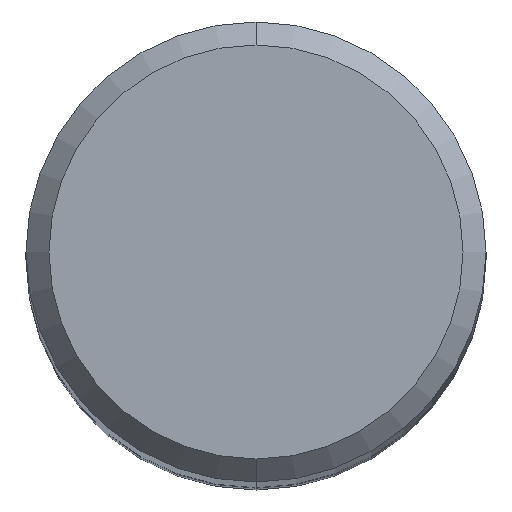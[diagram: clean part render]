
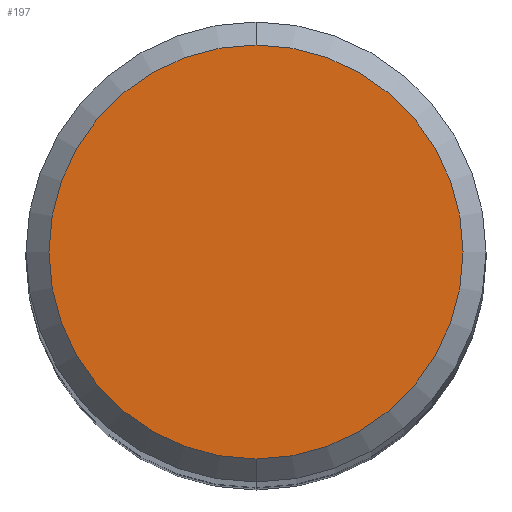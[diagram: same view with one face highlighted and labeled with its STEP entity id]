
A CAD part, top view. The second image highlights one B-rep face of the part: STEP entity #197.
In plain terms, the highlighted planar face has unit normal (0, 0, 1).
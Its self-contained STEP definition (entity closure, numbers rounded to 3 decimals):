
#193=EDGE_CURVE('',#229,#379,#508,.T.);
#197=ADVANCED_FACE('',(#513),#514,.T.);
#229=VERTEX_POINT('',#552);
#261=EDGE_CURVE('',#379,#229,#588,.T.);
#379=VERTEX_POINT('',#714);
#508=CIRCLE('',#852,3.6);
#513=FACE_OUTER_BOUND('',#857,.T.);
#514=PLANE('',#858);
#552=CARTESIAN_POINT('',(0.0,3.6,0.0));
#588=CIRCLE('',#982,3.6);
#714=CARTESIAN_POINT('',(0.,-3.6,0.0));
#852=AXIS2_PLACEMENT_3D('',#1496,#1497,#1498);
#857=EDGE_LOOP('',(#1510,#1511));
#858=AXIS2_PLACEMENT_3D('',#1512,#1513,#1514);
#982=AXIS2_PLACEMENT_3D('',#1618,#1619,#1620);
#1496=CARTESIAN_POINT('',(0.0,0.0,0.0));
#1497=DIRECTION('',(0.0,0.0,-1.0));
#1498=DIRECTION('',(0.0,1.0,0.0));
#1510=ORIENTED_EDGE('',*,*,#193,.F.);
#1511=ORIENTED_EDGE('',*,*,#261,.F.);
#1512=CARTESIAN_POINT('',(0.0,1.8,0.0));
#1513=DIRECTION('',(-0.0,0.0,1.0));
#1514=DIRECTION('',(0.0,-1.0,0.0));
#1618=CARTESIAN_POINT('',(0.0,0.0,0.0));
#1619=DIRECTION('',(0.0,0.0,-1.0));
#1620=DIRECTION('',(0.0,1.0,0.0));
